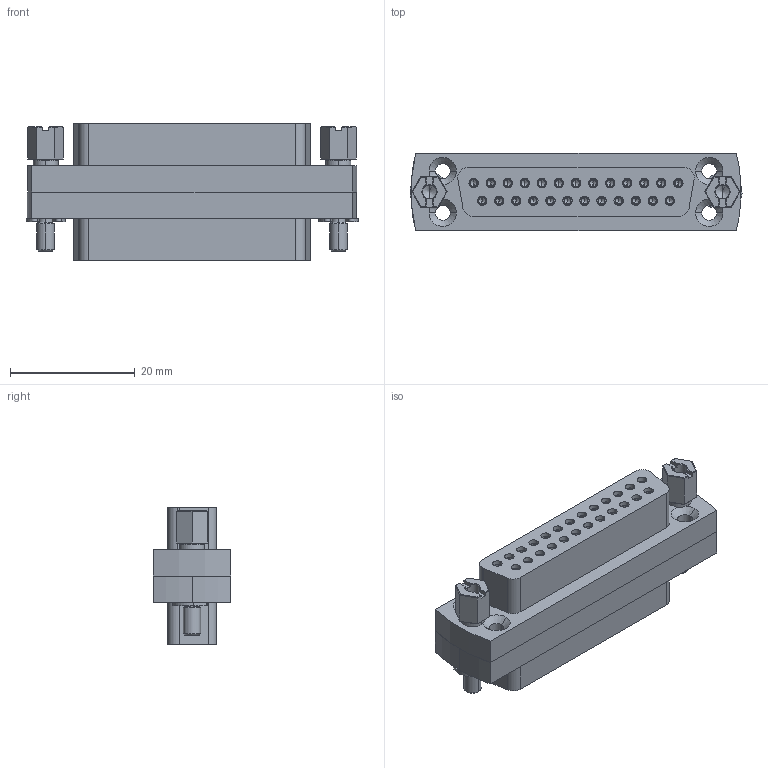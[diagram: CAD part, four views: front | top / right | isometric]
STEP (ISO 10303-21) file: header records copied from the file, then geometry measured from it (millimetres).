
FILE_DESCRIPTION (( 'STEP AP214' ), '1' );
FILE_NAME ('211-DX-GA-PK.STEP', '2014-06-10T08:25:35', ( 'allectra' ), ( 'Microsoft' ), 'SwSTEP 2.0', 'SolidWorks 2014', '' );
FILE_SCHEMA (( 'AUTOMOTIVE_DESIGN' ));
Length unit declared in the file: millimetre
Products named in the file (5): Lock washer DIN 6799 - 2.3_Lock washer DIN 6799 - 2.3; 9212-PINF-GA; 9211-GA-SCR_without back plate; 9211-FSX-PK-FP_9211-FS25-PK-FP; 211-DX-GA-PK
Assembly tree (31 placements, depth 2):
  211-DX-GA-PK
    9211-FSX-PK-FP_9211-FS25-PK-FP  x2
    9211-GA-SCR_without back plate  x2
    9212-PINF-GA  x25
    Lock washer DIN 6799 - 2.3_Lock washer DIN 6799 - 2.3  x2
Bounding box: 53.32 x 12.5 x 22 mm (x, y, z)
Volume: 8599.7 mm3; surface area: 13150.9 mm2
Topology: 31 solids, 31 shells, 1900 faces, 4776 edges, 2934 vertices
Faces by surface type: cylinder 654, cone 640, plane 606
Entity records: 13142 total; most frequent: DIRECTION 2466, CARTESIAN_POINT 2215, ORIENTED_EDGE 2046, EDGE_CURVE 1023, AXIS2_PLACEMENT_3D 993, VERTEX_POINT 616, EDGE_LOOP 537, CIRCLE 515
